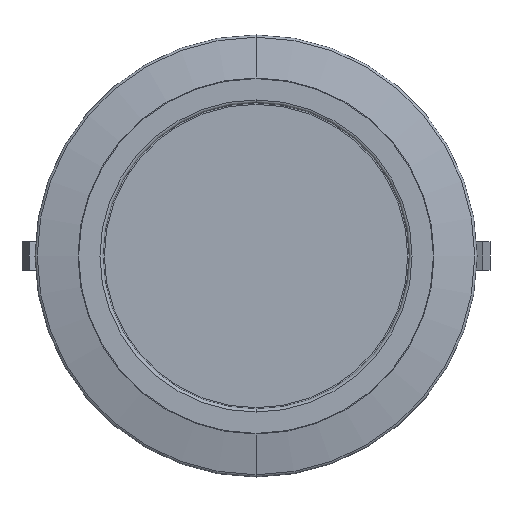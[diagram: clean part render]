
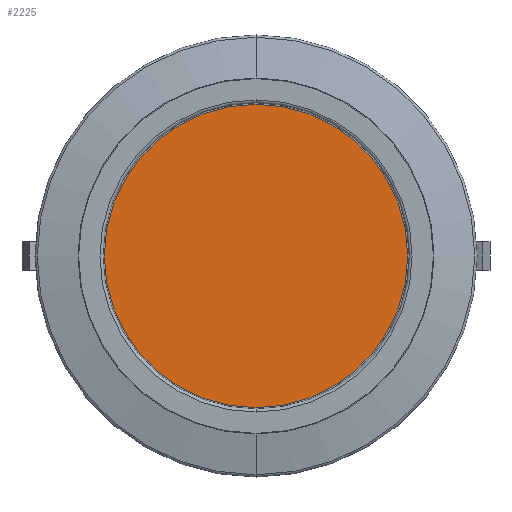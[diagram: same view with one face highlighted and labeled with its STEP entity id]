
A CAD part, front view. The second image highlights one B-rep face of the part: STEP entity #2225.
In plain terms, the highlighted planar face has unit normal (0, -1, 0).
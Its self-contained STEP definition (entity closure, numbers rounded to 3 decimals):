
#276 = EDGE_CURVE ( 'NONE', #2811, #1829, #720, .T. ) ;
#304 = EDGE_LOOP ( 'NONE', ( #3162, #2803 ) ) ;
#375 = CARTESIAN_POINT ( 'NONE',  ( 0., 2., -52.5 ) ) ;
#720 = CIRCLE ( 'NONE', #3639, 52.5 ) ;
#922 = CARTESIAN_POINT ( 'NONE',  ( 0., 2., 0. ) ) ;
#1082 = CIRCLE ( 'NONE', #1392, 52.5 ) ;
#1208 = DIRECTION ( 'NONE',  ( 0., 0., -1. ) ) ;
#1392 = AXIS2_PLACEMENT_3D ( 'NONE', #3059, #3611, #2471 ) ;
#1516 = CARTESIAN_POINT ( 'NONE',  ( 0., 2., 0. ) ) ;
#1673 = FACE_OUTER_BOUND ( 'NONE', #304, .T. ) ;
#1829 = VERTEX_POINT ( 'NONE', #375 ) ;
#1919 = CARTESIAN_POINT ( 'NONE',  ( 0., 2., 52.5 ) ) ;
#2038 = DIRECTION ( 'NONE',  ( 0., -1., 0. ) ) ;
#2079 = DIRECTION ( 'NONE',  ( 0., -1., 0. ) ) ;
#2225 = ADVANCED_FACE ( 'NONE', ( #1673 ), #2349, .T. ) ;
#2349 = PLANE ( 'NONE',  #2735 ) ;
#2471 = DIRECTION ( 'NONE',  ( 0., 0., -1. ) ) ;
#2567 = EDGE_CURVE ( 'NONE', #1829, #2811, #1082, .T. ) ;
#2673 = DIRECTION ( 'NONE',  ( 0., 0., -1. ) ) ;
#2735 = AXIS2_PLACEMENT_3D ( 'NONE', #922, #2038, #1208 ) ;
#2803 = ORIENTED_EDGE ( 'NONE', *, *, #2567, .T. ) ;
#2811 = VERTEX_POINT ( 'NONE', #1919 ) ;
#3059 = CARTESIAN_POINT ( 'NONE',  ( 0., 2., 0. ) ) ;
#3162 = ORIENTED_EDGE ( 'NONE', *, *, #276, .T. ) ;
#3611 = DIRECTION ( 'NONE',  ( 0., -1., 0. ) ) ;
#3639 = AXIS2_PLACEMENT_3D ( 'NONE', #1516, #2079, #2673 ) ;
